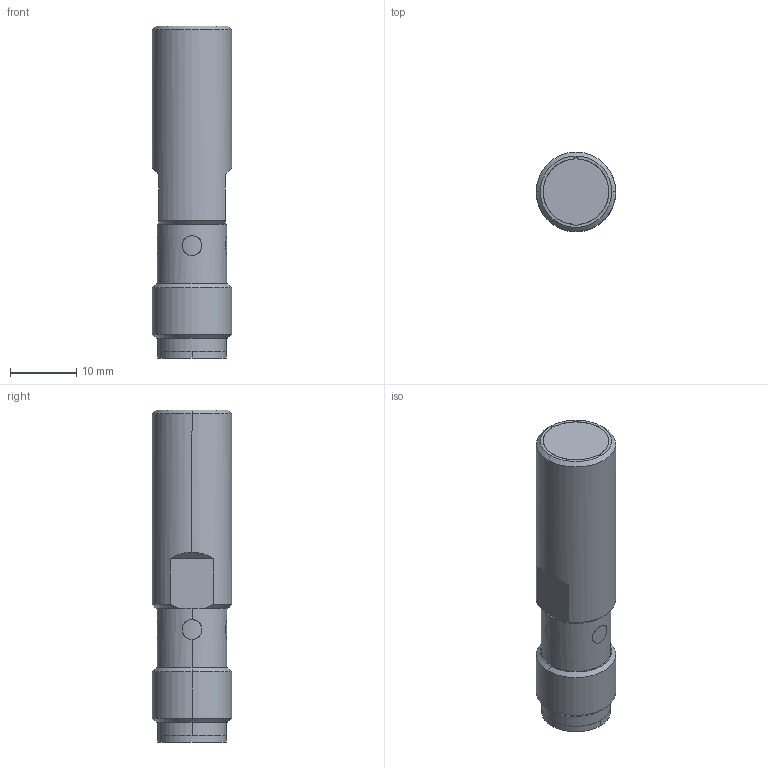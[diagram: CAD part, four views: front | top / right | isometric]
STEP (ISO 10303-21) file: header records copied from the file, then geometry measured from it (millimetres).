
FILE_DESCRIPTION((''),'2;1');
FILE_NAME('SHORT_FLUSH_PLUG_ASM','2018-05-23T',('Eric.Zhang'),(''),'PRO/ENGINEER BY PARAMETRIC TECHNOLOGY CORPORATION, 2007450','PRO/ENGINEER BY PARAMETRIC TECHNOLOGY CORPORATION, 2007450','');
FILE_SCHEMA(('AUTOMOTIVE_DESIGN_CC2 { 1 2 10303 214 -1 1 5 2 }'));
Length unit declared in the file: millimetre
Products named in the file (7): 84-022; 44-044; 1402165; 58-214; SHORT_FLUSH_PLUG_PCB; COMPOUND_SFP; SHORT_FLUSH_PLUG_ASM
Assembly tree (6 placements, depth 2):
  SHORT_FLUSH_PLUG_ASM
    84-022
    44-044
    1402165
    58-214
    SHORT_FLUSH_PLUG_PCB
    COMPOUND_SFP
Bounding box: 12 x 12 x 50.2 mm (x, y, z)
Volume: 4727.4 mm3; surface area: 8357 mm2
Topology: 8 solids, 8 shells, 417 faces, 1062 edges, 681 vertices
Faces by surface type: plane 165, cylinder 152, cone 58, torus 32, sphere 10
Entity records: 15604 total; most frequent: CARTESIAN_POINT 2904, DIRECTION 2291, ORIENTED_EDGE 2108, EDGE_CURVE 1054, AXIS2_PLACEMENT_3D 889, VERTEX_POINT 681, PRESENTATION_STYLE_ASSIGNMENT 669, STYLED_ITEM 625
